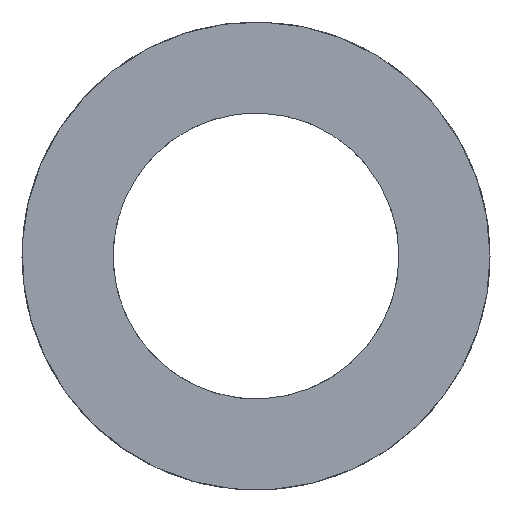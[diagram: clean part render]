
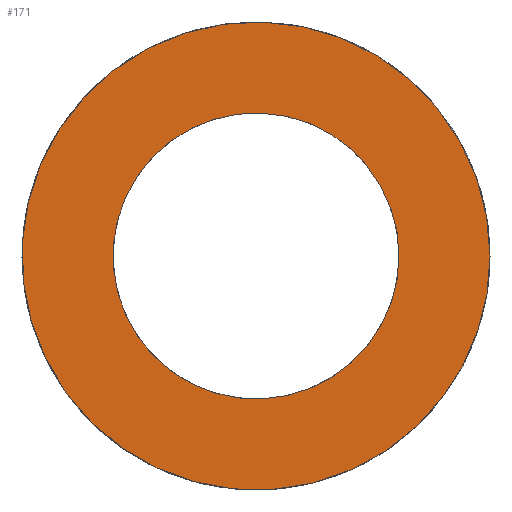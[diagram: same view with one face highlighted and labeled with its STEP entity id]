
A CAD part, front view. The second image highlights one B-rep face of the part: STEP entity #171.
In plain terms, the highlighted planar face has unit normal (0, -1, 0).
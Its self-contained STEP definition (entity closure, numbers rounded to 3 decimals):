
#171 = ADVANCED_FACE( '', ( #419, #420 ), #421, .F. );
#419 = FACE_OUTER_BOUND( '', #744, .T. );
#420 = FACE_BOUND( '', #745, .T. );
#421 = PLANE( '', #746 );
#744 = EDGE_LOOP( '', ( #1168 ) );
#745 = EDGE_LOOP( '', ( #1169 ) );
#746 = AXIS2_PLACEMENT_3D( '', #1170, #1171, #1172 );
#1168 = ORIENTED_EDGE( '', *, *, #2139, .F. );
#1169 = ORIENTED_EDGE( '', *, *, #2140, .T. );
#1170 = CARTESIAN_POINT( '', ( 0., 0., 0. ) );
#1171 = DIRECTION( '', ( 0., 1., 0. ) );
#1172 = DIRECTION( '', ( 0., 0., 1. ) );
#2139 = EDGE_CURVE( '', #2632, #2632, #2633, .T. );
#2140 = EDGE_CURVE( '', #2634, #2634, #2635, .T. );
#2632 = VERTEX_POINT( '', #3291 );
#2633 = CIRCLE( '', #3292, 9. );
#2634 = VERTEX_POINT( '', #3293 );
#2635 = CIRCLE( '', #3294, 5.5 );
#3291 = CARTESIAN_POINT( '', ( 9., 0., 0. ) );
#3292 = AXIS2_PLACEMENT_3D( '', #3954, #3955, #3956 );
#3293 = CARTESIAN_POINT( '', ( 5.5, 0., 0. ) );
#3294 = AXIS2_PLACEMENT_3D( '', #3957, #3958, #3959 );
#3954 = CARTESIAN_POINT( '', ( 0., 0., 0. ) );
#3955 = DIRECTION( '', ( 0., 1., 0. ) );
#3956 = DIRECTION( '', ( 1., 0., 0. ) );
#3957 = CARTESIAN_POINT( '', ( 0., 0., 0. ) );
#3958 = DIRECTION( '', ( 0., 1., 0. ) );
#3959 = DIRECTION( '', ( 1., 0., 0. ) );
